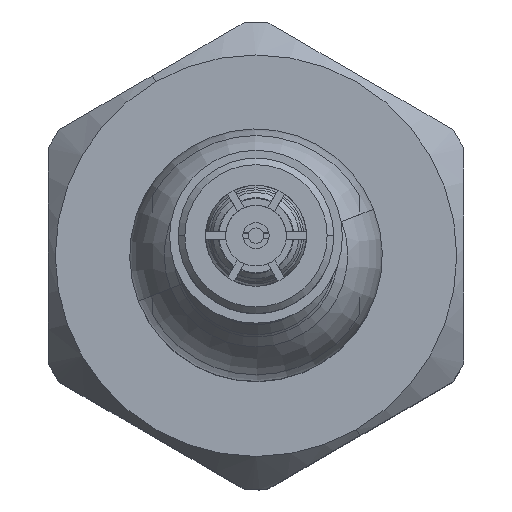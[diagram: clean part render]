
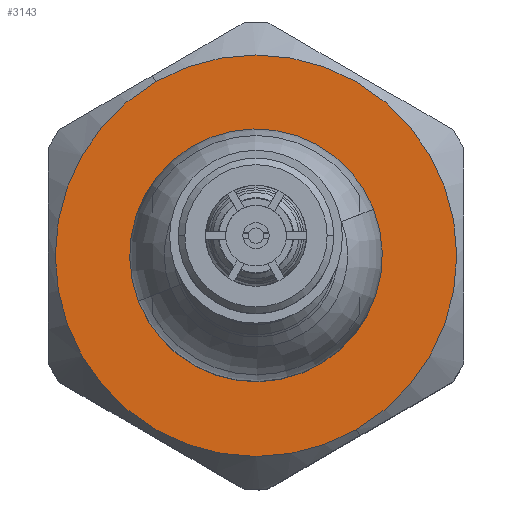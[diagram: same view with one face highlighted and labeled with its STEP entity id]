
A CAD part, top view. The second image highlights one B-rep face of the part: STEP entity #3143.
In plain terms, the highlighted face is planar.
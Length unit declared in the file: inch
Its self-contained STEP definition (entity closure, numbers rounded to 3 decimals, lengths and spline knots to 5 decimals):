
#102 = CARTESIAN_POINT ( 'NONE',  ( 0.33945, 0., 0. ) ) ;
#271 = VECTOR ( 'NONE', #10182, 39.37008 ) ;
#316 = AXIS2_PLACEMENT_3D ( 'NONE', #2615, #5090, #14445 ) ;
#332 = DIRECTION ( 'NONE',  ( 0., 1., 0. ) ) ;
#334 = ORIENTED_EDGE ( 'NONE', *, *, #11292, .F. ) ;
#462 = PLANE ( 'NONE',  #316 ) ;
#974 = CIRCLE ( 'NONE', #3936, 0.151 ) ;
#1451 = EDGE_LOOP ( 'NONE', ( #6459, #334 ) ) ;
#1538 = CARTESIAN_POINT ( 'NONE',  ( 0.33945, -0.13077, -0.0755 ) ) ;
#1629 = CARTESIAN_POINT ( 'NONE',  ( 0.33945, -0.20444, -0.078 ) ) ;
#2283 = VECTOR ( 'NONE', #10775, 39.37008 ) ;
#2413 = CARTESIAN_POINT ( 'NONE',  ( 0.33945, 0., 0. ) ) ;
#2615 = CARTESIAN_POINT ( 'NONE',  ( 0.33945, 0.1523, 0.08793 ) ) ;
#2944 = LINE ( 'NONE', #6410, #271 ) ;
#3038 = CARTESIAN_POINT ( 'NONE',  ( 0.33945, 0.0449, 0.078 ) ) ;
#3077 = CIRCLE ( 'NONE', #4568, 0.151 ) ;
#3143 = ADVANCED_FACE ( 'NONE', ( #13370, #13138 ), #462, .T. ) ;
#3305 = EDGE_LOOP ( 'NONE', ( #5101, #14834, #10603, #9856 ) ) ;
#3311 = AXIS2_PLACEMENT_3D ( 'NONE', #11947, #8264, #10724 ) ;
#3747 = DIRECTION ( 'NONE',  ( 0., -0.866, -0.5 ) ) ;
#3936 = AXIS2_PLACEMENT_3D ( 'NONE', #2413, #14253, #3747 ) ;
#4030 = EDGE_CURVE ( 'NONE', #9992, #8679, #5092, .T. ) ;
#4568 = AXIS2_PLACEMENT_3D ( 'NONE', #7068, #13736, #5692 ) ;
#4654 = VERTEX_POINT ( 'NONE', #1538 ) ;
#5090 = DIRECTION ( 'NONE',  ( 1., 0., 0. ) ) ;
#5092 = LINE ( 'NONE', #1629, #2283 ) ;
#5101 = ORIENTED_EDGE ( 'NONE', *, *, #5656, .T. ) ;
#5656 = EDGE_CURVE ( 'NONE', #6053, #11519, #2944, .T. ) ;
#5692 = DIRECTION ( 'NONE',  ( 0., -0.866, -0.5 ) ) ;
#6053 = VERTEX_POINT ( 'NONE', #13357 ) ;
#6410 = CARTESIAN_POINT ( 'NONE',  ( 0.33945, -0.20444, 0.078 ) ) ;
#6459 = ORIENTED_EDGE ( 'NONE', *, *, #13910, .F. ) ;
#6636 = VERTEX_POINT ( 'NONE', #11964 ) ;
#6950 = CIRCLE ( 'NONE', #14545, 0.09 ) ;
#7068 = CARTESIAN_POINT ( 'NONE',  ( 0.33945, 0., 0. ) ) ;
#7507 = CARTESIAN_POINT ( 'NONE',  ( 0.33945, -0.0449, -0.078 ) ) ;
#8264 = DIRECTION ( 'NONE',  ( 1., 0., 0. ) ) ;
#8679 = VERTEX_POINT ( 'NONE', #7507 ) ;
#8948 = CIRCLE ( 'NONE', #3311, 0.09 ) ;
#9557 = DIRECTION ( 'NONE',  ( 1., 0., 0. ) ) ;
#9856 = ORIENTED_EDGE ( 'NONE', *, *, #13540, .F. ) ;
#9992 = VERTEX_POINT ( 'NONE', #11787 ) ;
#10182 = DIRECTION ( 'NONE',  ( 0., 1., 0. ) ) ;
#10603 = ORIENTED_EDGE ( 'NONE', *, *, #4030, .T. ) ;
#10724 = DIRECTION ( 'NONE',  ( 0., 1., 0. ) ) ;
#10775 = DIRECTION ( 'NONE',  ( 0., -1., 0. ) ) ;
#11292 = EDGE_CURVE ( 'NONE', #6636, #4654, #974, .T. ) ;
#11519 = VERTEX_POINT ( 'NONE', #3038 ) ;
#11737 = EDGE_CURVE ( 'NONE', #9992, #11519, #6950, .T. ) ;
#11787 = CARTESIAN_POINT ( 'NONE',  ( 0.33945, 0.0449, -0.078 ) ) ;
#11947 = CARTESIAN_POINT ( 'NONE',  ( 0.33945, 0., 0. ) ) ;
#11964 = CARTESIAN_POINT ( 'NONE',  ( 0.33945, 0.13077, 0.0755 ) ) ;
#13138 = FACE_OUTER_BOUND ( 'NONE', #1451, .T. ) ;
#13357 = CARTESIAN_POINT ( 'NONE',  ( 0.33945, -0.0449, 0.078 ) ) ;
#13370 = FACE_BOUND ( 'NONE', #3305, .T. ) ;
#13540 = EDGE_CURVE ( 'NONE', #6053, #8679, #8948, .T. ) ;
#13736 = DIRECTION ( 'NONE',  ( -1., 0., 0. ) ) ;
#13910 = EDGE_CURVE ( 'NONE', #4654, #6636, #3077, .T. ) ;
#14253 = DIRECTION ( 'NONE',  ( -1., 0., 0. ) ) ;
#14445 = DIRECTION ( 'NONE',  ( 0., 0.866, 0.5 ) ) ;
#14545 = AXIS2_PLACEMENT_3D ( 'NONE', #102, #9557, #332 ) ;
#14834 = ORIENTED_EDGE ( 'NONE', *, *, #11737, .F. ) ;
